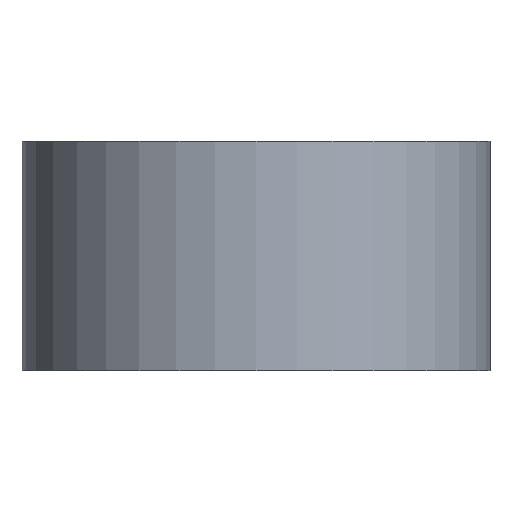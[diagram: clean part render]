
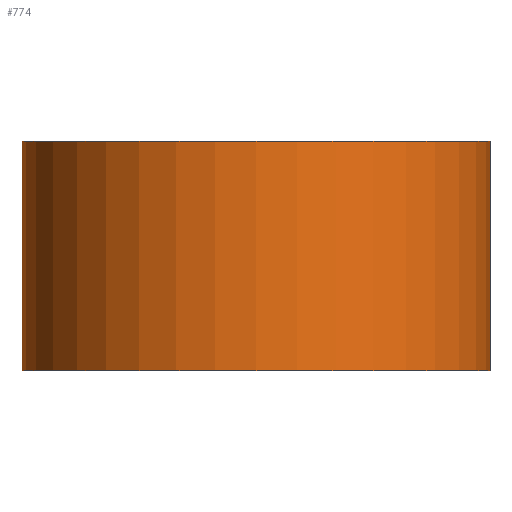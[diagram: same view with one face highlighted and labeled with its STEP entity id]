
A CAD part, front view. The second image highlights one B-rep face of the part: STEP entity #774.
In plain terms, the highlighted cylindrical face has radius 7.15 mm (diameter 14.3 mm), a partial arc.
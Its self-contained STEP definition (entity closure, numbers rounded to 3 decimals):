
#9 = EDGE_CURVE ( 'NONE', #215, #16, #797, .T. ) ;
#16 = VERTEX_POINT ( 'NONE', #692 ) ;
#17 = DIRECTION ( 'NONE',  ( 0., 0., 1. ) ) ;
#69 = AXIS2_PLACEMENT_3D ( 'NONE', #274, #1194, #734 ) ;
#110 = VERTEX_POINT ( 'NONE', #776 ) ;
#115 = DIRECTION ( 'NONE',  ( 0., 0., -1. ) ) ;
#119 = DIRECTION ( 'NONE',  ( 1., 0., 0. ) ) ;
#120 = EDGE_LOOP ( 'NONE', ( #771, #662, #678, #1192 ) ) ;
#215 = VERTEX_POINT ( 'NONE', #399 ) ;
#254 = EDGE_CURVE ( 'NONE', #110, #16, #706, .T. ) ;
#261 = AXIS2_PLACEMENT_3D ( 'NONE', #694, #17, #119 ) ;
#274 = CARTESIAN_POINT ( 'NONE',  ( 0., 0., 7. ) ) ;
#279 = VERTEX_POINT ( 'NONE', #414 ) ;
#307 = DIRECTION ( 'NONE',  ( 0., 0., 1. ) ) ;
#316 = CARTESIAN_POINT ( 'NONE',  ( -7.15, 0., 7. ) ) ;
#399 = CARTESIAN_POINT ( 'NONE',  ( 7.15, 0., 7. ) ) ;
#404 = DIRECTION ( 'NONE',  ( 0., 0., -1. ) ) ;
#414 = CARTESIAN_POINT ( 'NONE',  ( -7.15, 0., 7. ) ) ;
#417 = LINE ( 'NONE', #316, #889 ) ;
#424 = FACE_OUTER_BOUND ( 'NONE', #120, .T. ) ;
#436 = CARTESIAN_POINT ( 'NONE',  ( 0., 0., 0. ) ) ;
#510 = CARTESIAN_POINT ( 'NONE',  ( 7.15, 0., 7. ) ) ;
#662 = ORIENTED_EDGE ( 'NONE', *, *, #1017, .F. ) ;
#667 = AXIS2_PLACEMENT_3D ( 'NONE', #436, #307, #711 ) ;
#678 = ORIENTED_EDGE ( 'NONE', *, *, #841, .T. ) ;
#692 = CARTESIAN_POINT ( 'NONE',  ( 7.15, 0., 0. ) ) ;
#694 = CARTESIAN_POINT ( 'NONE',  ( 0., 0., 7. ) ) ;
#706 = CIRCLE ( 'NONE', #667, 7.15 ) ;
#711 = DIRECTION ( 'NONE',  ( 1., 0., 0. ) ) ;
#734 = DIRECTION ( 'NONE',  ( -1., 0., 0. ) ) ;
#771 = ORIENTED_EDGE ( 'NONE', *, *, #9, .F. ) ;
#774 = ADVANCED_FACE ( 'NONE', ( #424 ), #1000, .T. ) ;
#776 = CARTESIAN_POINT ( 'NONE',  ( -7.15, 0., 0. ) ) ;
#789 = CIRCLE ( 'NONE', #261, 7.15 ) ;
#797 = LINE ( 'NONE', #510, #1048 ) ;
#841 = EDGE_CURVE ( 'NONE', #279, #110, #417, .T. ) ;
#889 = VECTOR ( 'NONE', #115, 1000. ) ;
#1000 = CYLINDRICAL_SURFACE ( 'NONE', #69, 7.15 ) ;
#1017 = EDGE_CURVE ( 'NONE', #279, #215, #789, .T. ) ;
#1048 = VECTOR ( 'NONE', #404, 1000. ) ;
#1192 = ORIENTED_EDGE ( 'NONE', *, *, #254, .T. ) ;
#1194 = DIRECTION ( 'NONE',  ( 0., 0., -1. ) ) ;
